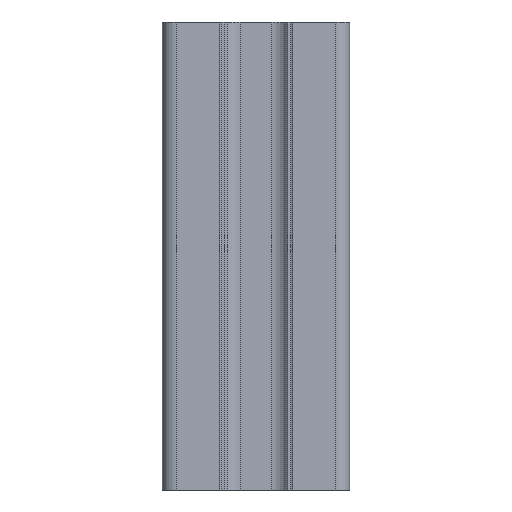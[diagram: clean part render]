
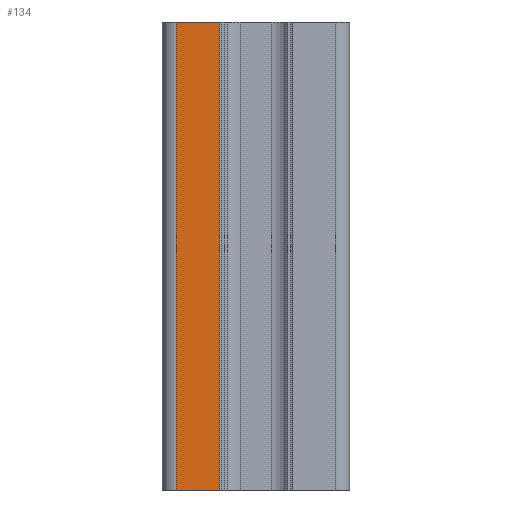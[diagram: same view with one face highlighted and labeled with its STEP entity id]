
A CAD part, left-side view. The second image highlights one B-rep face of the part: STEP entity #134.
In plain terms, the highlighted planar face has unit normal (-1, 0, 0).
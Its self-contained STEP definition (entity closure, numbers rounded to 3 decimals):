
#134=ADVANCED_FACE('',(#869),#871,.T.);
#869=FACE_BOUND('',#870,.T.);
#870=EDGE_LOOP('',(#1575,#1576,#1577,#1578));
#871=PLANE('',#872);
#872=AXIS2_PLACEMENT_3D('',#873,#874,#875);
#873=CARTESIAN_POINT('',(-10.,10.,0.));
#874=DIRECTION('',(-1.,0.,0.));
#875=DIRECTION('',(0.,-1.,0.));
#1575=ORIENTED_EDGE('',*,*,#2041,.F.);
#1576=ORIENTED_EDGE('',*,*,#1887,.T.);
#1577=ORIENTED_EDGE('',*,*,#2040,.T.);
#1578=ORIENTED_EDGE('',*,*,#2016,.F.);
#1887=EDGE_CURVE('',#2146,#2144,#2147,.T.);
#2016=EDGE_CURVE('',#2402,#2404,#2405,.T.);
#2040=EDGE_CURVE('',#2144,#2404,#2444,.T.);
#2041=EDGE_CURVE('',#2146,#2402,#2445,.T.);
#2144=VERTEX_POINT('',#2582);
#2146=VERTEX_POINT('',#2586);
#2147=LINE('',#2587,#2588);
#2402=VERTEX_POINT('',#3131);
#2404=VERTEX_POINT('',#3136);
#2405=LINE('',#3137,#3138);
#2444=LINE('',#3228,#3229);
#2445=LINE('',#3231,#3232);
#2582=CARTESIAN_POINT('',(-10.,3.9,0.));
#2586=CARTESIAN_POINT('',(-10.,8.5,0.));
#2587=CARTESIAN_POINT('',(-10.,8.5,0.));
#2588=VECTOR('',#2589,1.);
#2589=DIRECTION('',(0.,-1.,0.));
#3131=CARTESIAN_POINT('',(-10.,8.5,50.));
#3136=CARTESIAN_POINT('',(-10.,3.9,50.));
#3137=CARTESIAN_POINT('',(-10.,8.5,50.));
#3138=VECTOR('',#3139,1.);
#3139=DIRECTION('',(0.,-1.,0.));
#3228=CARTESIAN_POINT('',(-10.,3.9,0.));
#3229=VECTOR('',#3230,1.);
#3230=DIRECTION('',(0.,0.,1.));
#3231=CARTESIAN_POINT('',(-10.,8.5,0.));
#3232=VECTOR('',#3233,1.);
#3233=DIRECTION('',(0.,0.,1.));
